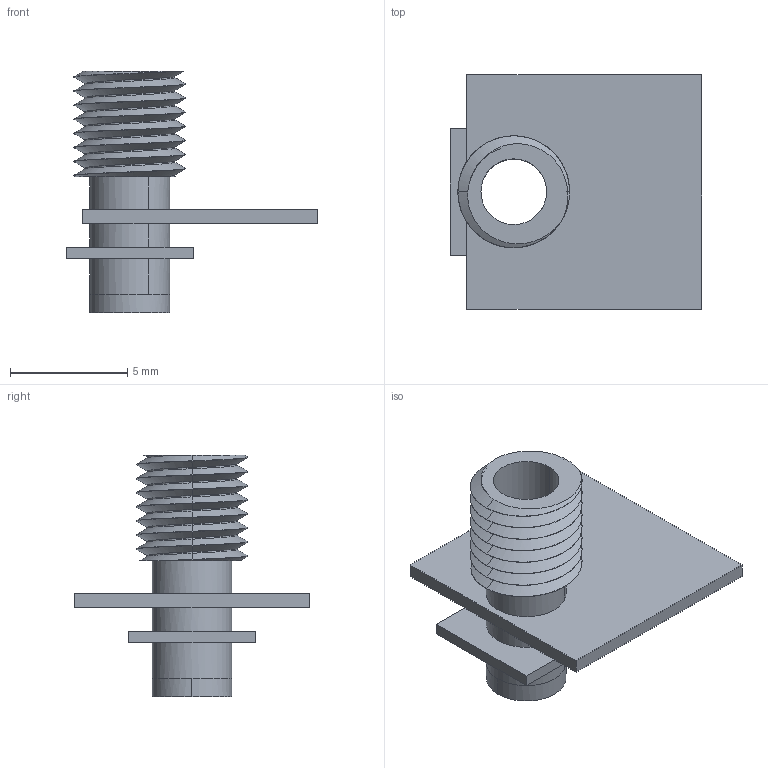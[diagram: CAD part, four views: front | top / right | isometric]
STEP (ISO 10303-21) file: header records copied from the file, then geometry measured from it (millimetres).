
FILE_DESCRIPTION(('CATIA V5 STEP'),'2;1');
FILE_NAME('nozzle_6Maker_v1.stp','2018-02-06T07:34:40+00:00',('none'),('none'),'CATIA Version 5 Release 21 GA (IN-10)','CATIA V5 STEP AP203','none');
FILE_SCHEMA(('CONFIG_CONTROL_DESIGN'));
Length unit declared in the file: millimetre
Products named in the file (1): nozzle_6Maker_v1
Bounding box: 10.7 x 10 x 10.3 mm (x, y, z)
Volume: 118.4 mm3; surface area: 528.9 mm2
Topology: 1 solids, 1 shells, 91 faces, 198 edges, 114 vertices
Faces by surface type: bspline 50, cylinder 26, plane 15
Entity records: 3885 total; most frequent: CARTESIAN_POINT 2413, ORIENTED_EDGE 396, EDGE_CURVE 198, VERTEX_POINT 114, DIRECTION 113, EDGE_LOOP 98, B_SPLINE_CURVE_WITH_KNOTS 93, ADVANCED_FACE 91
